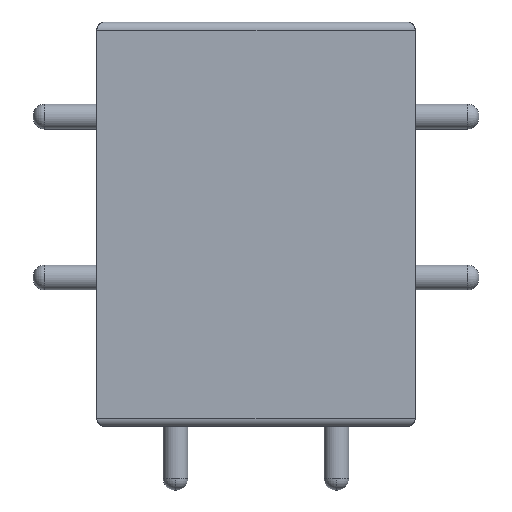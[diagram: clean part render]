
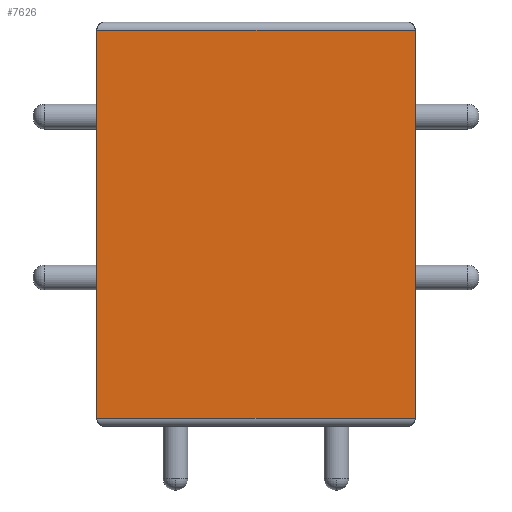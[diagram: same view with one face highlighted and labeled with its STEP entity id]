
A CAD part, front view. The second image highlights one B-rep face of the part: STEP entity #7626.
In plain terms, the highlighted planar face has unit normal (0, -1, 0).
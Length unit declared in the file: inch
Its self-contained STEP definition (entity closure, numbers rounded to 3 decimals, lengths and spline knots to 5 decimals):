
#585 = DIRECTION ( 'NONE',  ( 0., 0., 1. ) ) ;
#754 = VERTEX_POINT ( 'NONE', #2886 ) ;
#895 = EDGE_CURVE ( 'NONE', #7164, #754, #3088, .T. ) ;
#1050 = DIRECTION ( 'NONE',  ( 0., 0., -1. ) ) ;
#1263 = AXIS2_PLACEMENT_3D ( 'NONE', #8257, #1328, #585 ) ;
#1328 = DIRECTION ( 'NONE',  ( 0., 1., 0. ) ) ;
#1654 = DIRECTION ( 'NONE',  ( 1., 0., 0. ) ) ;
#1787 = ORIENTED_EDGE ( 'NONE', *, *, #895, .T. ) ;
#2013 = ORIENTED_EDGE ( 'NONE', *, *, #3002, .T. ) ;
#2065 = LINE ( 'NONE', #4253, #9189 ) ;
#2858 = VERTEX_POINT ( 'NONE', #3232 ) ;
#2886 = CARTESIAN_POINT ( 'NONE',  ( 0.3937, -0.3937, -0.54693 ) ) ;
#2904 = PLANE ( 'NONE',  #1263 ) ;
#2994 = EDGE_CURVE ( 'NONE', #5358, #754, #6408, .T. ) ;
#3002 = EDGE_CURVE ( 'NONE', #2858, #7164, #5051, .T. ) ;
#3088 = LINE ( 'NONE', #9260, #7979 ) ;
#3232 = CARTESIAN_POINT ( 'NONE',  ( -0.3937, -0.3937, 0.41307 ) ) ;
#3433 = DIRECTION ( 'NONE',  ( 0., 0., -1. ) ) ;
#3607 = VECTOR ( 'NONE', #3433, 39.37008 ) ;
#3801 = ORIENTED_EDGE ( 'NONE', *, *, #2994, .F. ) ;
#4132 = ORIENTED_EDGE ( 'NONE', *, *, #8043, .T. ) ;
#4253 = CARTESIAN_POINT ( 'NONE',  ( 0.3937, -0.3937, 0.41307 ) ) ;
#4938 = CARTESIAN_POINT ( 'NONE',  ( -0.3937, -0.3937, -0.54693 ) ) ;
#5051 = LINE ( 'NONE', #7970, #7172 ) ;
#5187 = FACE_OUTER_BOUND ( 'NONE', #9936, .T. ) ;
#5358 = VERTEX_POINT ( 'NONE', #9523 ) ;
#5823 = DIRECTION ( 'NONE',  ( -1., 0., 0. ) ) ;
#6408 = LINE ( 'NONE', #9501, #3607 ) ;
#7164 = VERTEX_POINT ( 'NONE', #4938 ) ;
#7172 = VECTOR ( 'NONE', #1050, 39.37008 ) ;
#7626 = ADVANCED_FACE ( 'NONE', ( #5187 ), #2904, .F. ) ;
#7970 = CARTESIAN_POINT ( 'NONE',  ( -0.3937, -0.3937, 0.43307 ) ) ;
#7979 = VECTOR ( 'NONE', #1654, 39.37008 ) ;
#8043 = EDGE_CURVE ( 'NONE', #5358, #2858, #2065, .T. ) ;
#8257 = CARTESIAN_POINT ( 'NONE',  ( 0.3937, -0.3937, 0.43307 ) ) ;
#9189 = VECTOR ( 'NONE', #5823, 39.37008 ) ;
#9260 = CARTESIAN_POINT ( 'NONE',  ( 0.3937, -0.3937, -0.54693 ) ) ;
#9501 = CARTESIAN_POINT ( 'NONE',  ( 0.3937, -0.3937, 0.43307 ) ) ;
#9523 = CARTESIAN_POINT ( 'NONE',  ( 0.3937, -0.3937, 0.41307 ) ) ;
#9936 = EDGE_LOOP ( 'NONE', ( #2013, #1787, #3801, #4132 ) ) ;
